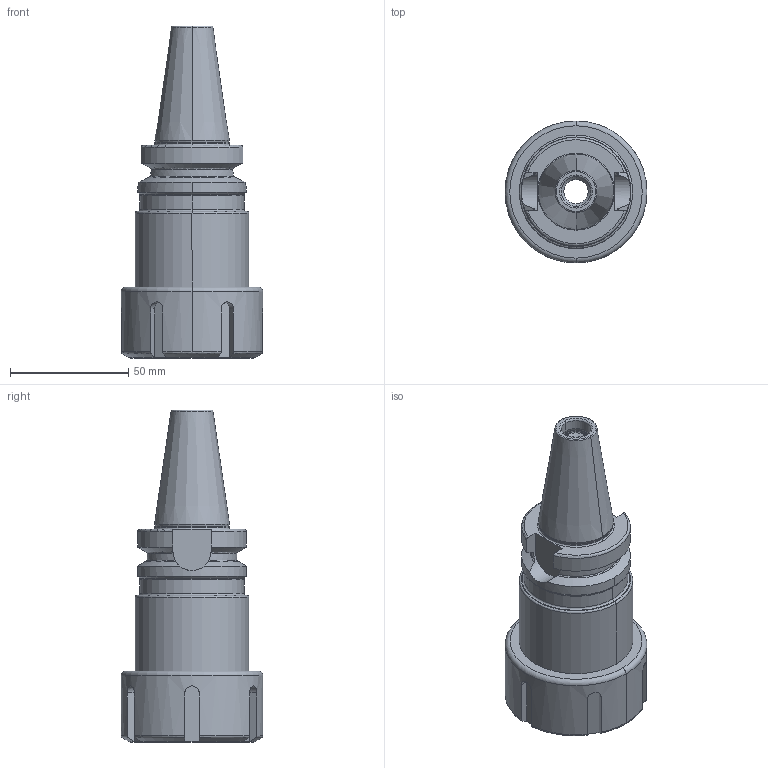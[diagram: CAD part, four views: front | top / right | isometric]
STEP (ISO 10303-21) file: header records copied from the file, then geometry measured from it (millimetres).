
FILE_DESCRIPTION((''),'2;1');
FILE_NAME('305_01_25','2020-12-02T',('101107'),(''),'CREO PARAMETRIC BY PTC INC, 2016260','CREO PARAMETRIC BY PTC INC, 2016260','');
FILE_SCHEMA(('CONFIG_CONTROL_DESIGN'));
Length unit declared in the file: millimetre
Products named in the file (1): 305_01_25
Bounding box: 60 x 60 x 140.4 mm (x, y, z)
Volume: 137693.1 mm3; surface area: 38478 mm2
Topology: 1 solids, 1 shells, 184 faces, 443 edges, 274 vertices
Faces by surface type: torus 51, cylinder 50, plane 45, cone 38
Entity records: 5808 total; most frequent: CARTESIAN_POINT 1473, DIRECTION 942, ORIENTED_EDGE 886, EDGE_CURVE 443, AXIS2_PLACEMENT_3D 407, VERTEX_POINT 274, CIRCLE 220, EDGE_LOOP 199
